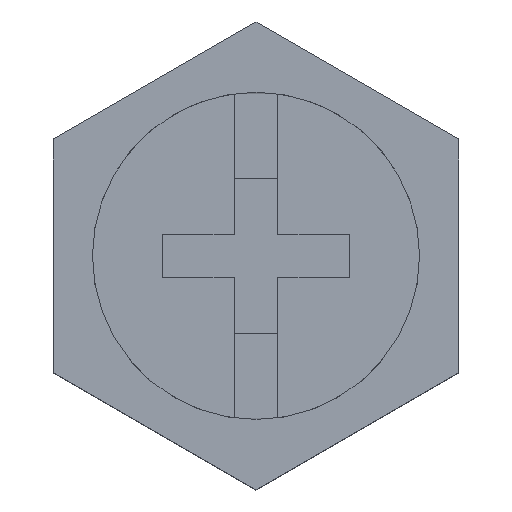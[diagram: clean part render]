
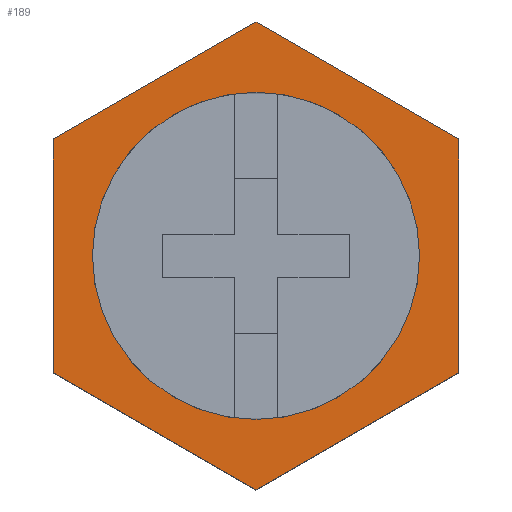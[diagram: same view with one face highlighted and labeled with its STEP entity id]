
A CAD part, top view. The second image highlights one B-rep face of the part: STEP entity #189.
In plain terms, the highlighted planar face has unit normal (0, 0, 1).
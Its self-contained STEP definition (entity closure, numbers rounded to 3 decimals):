
#130 = EDGE_LOOP ( 'NONE', ( #145, #146 ) ) ;
#143 = ORIENTED_EDGE ( 'NONE', *, *, #153, .T. ) ;
#144 = ORIENTED_EDGE ( 'NONE', *, *, #162, .T. ) ;
#145 = ORIENTED_EDGE ( 'NONE', *, *, #149, .F. ) ;
#146 = ORIENTED_EDGE ( 'NONE', *, *, #302, .F. ) ;
#147 = ORIENTED_EDGE ( 'NONE', *, *, #222, .T. ) ;
#148 = EDGE_LOOP ( 'NONE', ( #147, #143, #144, #251, #245, #250 ) ) ;
#149 = EDGE_CURVE ( 'NONE', #303, #300, #564, .T. ) ;
#151 = VERTEX_POINT ( 'NONE', #555 ) ;
#153 = EDGE_CURVE ( 'NONE', #220, #151, #554, .T. ) ;
#160 = VERTEX_POINT ( 'NONE', #604 ) ;
#162 = EDGE_CURVE ( 'NONE', #151, #160, #603, .T. ) ;
#169 = VERTEX_POINT ( 'NONE', #589 ) ;
#171 = EDGE_CURVE ( 'NONE', #160, #169, #588, .T. ) ;
#178 = VERTEX_POINT ( 'NONE', #641 ) ;
#180 = EDGE_CURVE ( 'NONE', #169, #178, #640, .T. ) ;
#187 = EDGE_CURVE ( 'NONE', #178, #223, #630, .T. ) ;
#189 = ADVANCED_FACE ( 'NONE', ( #626, #625 ), #624, .T. ) ;
#220 = VERTEX_POINT ( 'NONE', #695 ) ;
#222 = EDGE_CURVE ( 'NONE', #223, #220, #694, .T. ) ;
#223 = VERTEX_POINT ( 'NONE', #690 ) ;
#245 = ORIENTED_EDGE ( 'NONE', *, *, #180, .T. ) ;
#250 = ORIENTED_EDGE ( 'NONE', *, *, #187, .T. ) ;
#251 = ORIENTED_EDGE ( 'NONE', *, *, #171, .T. ) ;
#300 = VERTEX_POINT ( 'NONE', #811 ) ;
#302 = EDGE_CURVE ( 'NONE', #300, #303, #810, .T. ) ;
#303 = VERTEX_POINT ( 'NONE', #805 ) ;
#551 = DIRECTION ( 'NONE',  ( -0.866, -0.5, 0. ) ) ;
#552 = VECTOR ( 'NONE', #551, 1000. ) ;
#553 = CARTESIAN_POINT ( 'NONE',  ( 0., 7.506, 5.5 ) ) ;
#554 = LINE ( 'NONE', #553, #552 ) ;
#555 = CARTESIAN_POINT ( 'NONE',  ( -6.5, 3.753, 5.5 ) ) ;
#560 = DIRECTION ( 'NONE',  ( 1., 0., 0. ) ) ;
#561 = DIRECTION ( 'NONE',  ( 0., 0., 1. ) ) ;
#562 = CARTESIAN_POINT ( 'NONE',  ( 0., 0., 5.5 ) ) ;
#563 = AXIS2_PLACEMENT_3D ( 'NONE', #562, #561, #560 ) ;
#564 = CIRCLE ( 'NONE', #563, 5.25 ) ;
#585 = DIRECTION ( 'NONE',  ( 0.866, -0.5, 0. ) ) ;
#586 = VECTOR ( 'NONE', #585, 1000. ) ;
#587 = CARTESIAN_POINT ( 'NONE',  ( -6.5, -3.753, 5.5 ) ) ;
#588 = LINE ( 'NONE', #587, #586 ) ;
#589 = CARTESIAN_POINT ( 'NONE',  ( 0., -7.506, 5.5 ) ) ;
#600 = DIRECTION ( 'NONE',  ( 0., -1., 0. ) ) ;
#601 = VECTOR ( 'NONE', #600, 1000. ) ;
#602 = CARTESIAN_POINT ( 'NONE',  ( -6.5, 3.753, 5.5 ) ) ;
#603 = LINE ( 'NONE', #602, #601 ) ;
#604 = CARTESIAN_POINT ( 'NONE',  ( -6.5, -3.753, 5.5 ) ) ;
#620 = DIRECTION ( 'NONE',  ( 1., 0., 0. ) ) ;
#621 = DIRECTION ( 'NONE',  ( 0., 0., 1. ) ) ;
#622 = CARTESIAN_POINT ( 'NONE',  ( -6.5, 11.258, 5.5 ) ) ;
#623 = AXIS2_PLACEMENT_3D ( 'NONE', #622, #621, #620 ) ;
#624 = PLANE ( 'NONE',  #623 ) ;
#625 = FACE_OUTER_BOUND ( 'NONE', #148, .T. ) ;
#626 = FACE_BOUND ( 'NONE', #130, .T. ) ;
#627 = DIRECTION ( 'NONE',  ( 0., 1., 0. ) ) ;
#628 = VECTOR ( 'NONE', #627, 1000. ) ;
#629 = CARTESIAN_POINT ( 'NONE',  ( 6.5, -3.753, 5.5 ) ) ;
#630 = LINE ( 'NONE', #629, #628 ) ;
#637 = DIRECTION ( 'NONE',  ( 0.866, 0.5, 0. ) ) ;
#638 = VECTOR ( 'NONE', #637, 1000. ) ;
#639 = CARTESIAN_POINT ( 'NONE',  ( 0., -7.506, 5.5 ) ) ;
#640 = LINE ( 'NONE', #639, #638 ) ;
#641 = CARTESIAN_POINT ( 'NONE',  ( 6.5, -3.753, 5.5 ) ) ;
#690 = CARTESIAN_POINT ( 'NONE',  ( 6.5, 3.753, 5.5 ) ) ;
#691 = DIRECTION ( 'NONE',  ( -0.866, 0.5, 0. ) ) ;
#692 = VECTOR ( 'NONE', #691, 1000. ) ;
#693 = CARTESIAN_POINT ( 'NONE',  ( 6.5, 3.753, 5.5 ) ) ;
#694 = LINE ( 'NONE', #693, #692 ) ;
#695 = CARTESIAN_POINT ( 'NONE',  ( 0., 7.506, 5.5 ) ) ;
#805 = CARTESIAN_POINT ( 'NONE',  ( 5.25, 0., 5.5 ) ) ;
#806 = DIRECTION ( 'NONE',  ( 1., 0., 0. ) ) ;
#807 = DIRECTION ( 'NONE',  ( 0., 0., 1. ) ) ;
#808 = CARTESIAN_POINT ( 'NONE',  ( 0., 0., 5.5 ) ) ;
#809 = AXIS2_PLACEMENT_3D ( 'NONE', #808, #807, #806 ) ;
#810 = CIRCLE ( 'NONE', #809, 5.25 ) ;
#811 = CARTESIAN_POINT ( 'NONE',  ( -5.25, 0., 5.5 ) ) ;
